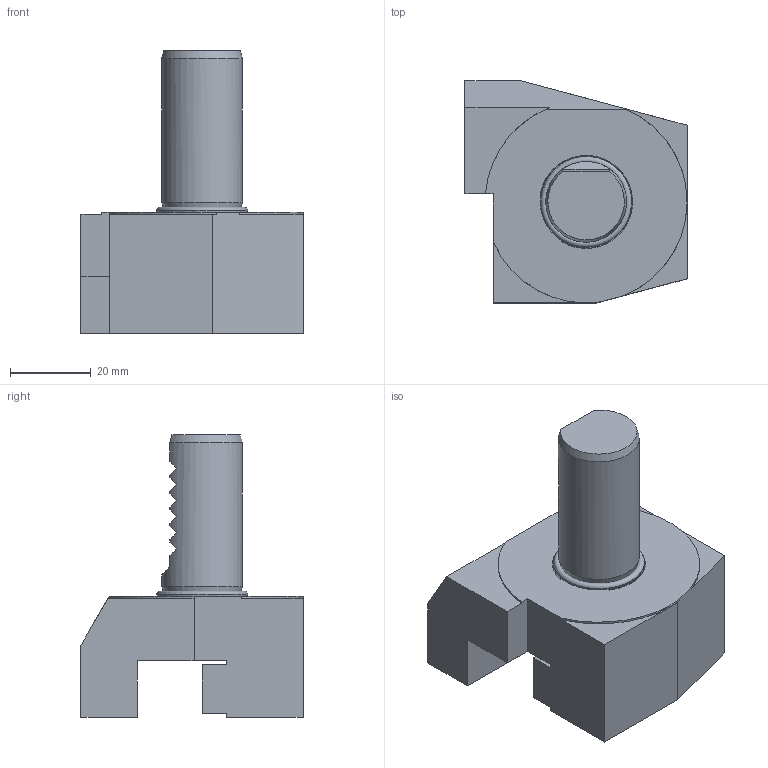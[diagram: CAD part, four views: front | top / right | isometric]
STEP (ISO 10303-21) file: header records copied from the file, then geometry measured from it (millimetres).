
FILE_DESCRIPTION (( 'STEP AP214' ), '1' );
FILE_NAME ('B320X16X30.STEP', '2025-07-28T12:14:18', ( '' ), ( '' ), 'SwSTEP 2.0', 'SolidWorks 2023', '' );
FILE_SCHEMA (( 'AUTOMOTIVE_DESIGN' ));
Length unit declared in the file: millimetre
Products named in the file (1): B320X16X30
Bounding box: 55 x 55 x 70 mm (x, y, z)
Volume: 74139.8 mm3; surface area: 15275.1 mm2
Topology: 1 solids, 1 shells, 320 faces, 851 edges, 566 vertices
Faces by surface type: plane 206, bspline 75, cylinder 31, cone 4, torus 4
Full cylindrical faces by diameter (mm): 1.7 x1, 2.1 x1, 6.366 x1, 20 x1, 22.717 x1
Entity records: 17511 total; most frequent: CARTESIAN_POINT 6755, ORIENTED_EDGE 1674, DIRECTION 1219, EDGE_CURVE 837, LINE 577, VECTOR 577, VERTEX_POINT 561, EDGE_LOOP 362
